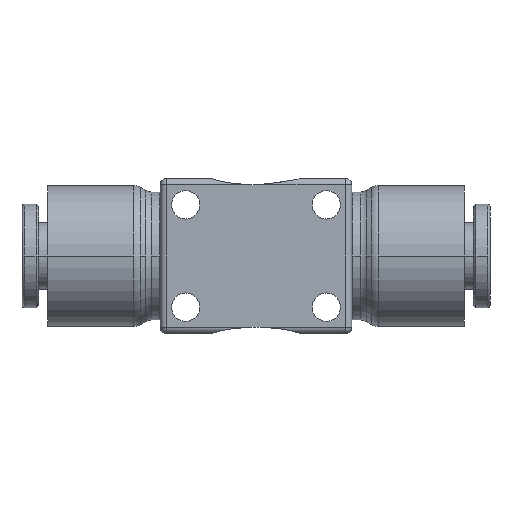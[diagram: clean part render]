
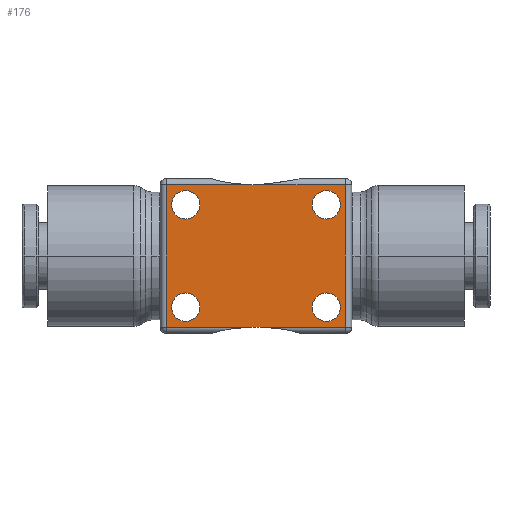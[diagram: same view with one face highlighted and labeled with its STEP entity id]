
A CAD part, front view. The second image highlights one B-rep face of the part: STEP entity #176.
In plain terms, the highlighted planar face has unit normal (0, -1, 0).
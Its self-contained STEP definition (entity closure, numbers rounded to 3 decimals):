
#176=ADVANCED_FACE('',(#486,#487,#488,#489,#490),#491,.F.);
#486=FACE_BOUND('',#840,.T.);
#487=FACE_BOUND('',#841,.T.);
#488=FACE_BOUND('',#842,.T.);
#489=FACE_BOUND('',#843,.T.);
#490=FACE_OUTER_BOUND('',#844,.T.);
#491=PLANE('',#845);
#840=EDGE_LOOP('',(#1989,#1990));
#841=EDGE_LOOP('',(#1991,#1992));
#842=EDGE_LOOP('',(#1993,#1994));
#843=EDGE_LOOP('',(#1995,#1996));
#844=EDGE_LOOP('',(#1997,#1998,#1999,#2000,#2001,#2002,#2003,#2004,#2005,#2006));
#845=AXIS2_PLACEMENT_3D('',#2007,#2008,#2009);
#1989=ORIENTED_EDGE('',*,*,#2436,.T.);
#1990=ORIENTED_EDGE('',*,*,#2566,.T.);
#1991=ORIENTED_EDGE('',*,*,#2456,.T.);
#1992=ORIENTED_EDGE('',*,*,#2497,.T.);
#1993=ORIENTED_EDGE('',*,*,#2444,.T.);
#1994=ORIENTED_EDGE('',*,*,#2550,.T.);
#1995=ORIENTED_EDGE('',*,*,#2452,.T.);
#1996=ORIENTED_EDGE('',*,*,#2537,.T.);
#1997=ORIENTED_EDGE('',*,*,#2640,.F.);
#1998=ORIENTED_EDGE('',*,*,#2624,.F.);
#1999=ORIENTED_EDGE('',*,*,#2672,.F.);
#2000=ORIENTED_EDGE('',*,*,#2674,.T.);
#2001=ORIENTED_EDGE('',*,*,#2675,.F.);
#2002=ORIENTED_EDGE('',*,*,#2654,.F.);
#2003=ORIENTED_EDGE('',*,*,#2628,.F.);
#2004=ORIENTED_EDGE('',*,*,#2676,.F.);
#2005=ORIENTED_EDGE('',*,*,#2677,.F.);
#2006=ORIENTED_EDGE('',*,*,#2673,.F.);
#2007=CARTESIAN_POINT('',(0.0,-6.85,0.0));
#2008=DIRECTION('',(0.0,1.0,-0.0));
#2009=DIRECTION('',(-0.0,0.0,1.0));
#2436=EDGE_CURVE('',#2988,#2992,#2994,.T.);
#2444=EDGE_CURVE('',#2996,#3008,#3010,.T.);
#2452=EDGE_CURVE('',#3012,#3024,#3026,.T.);
#2456=EDGE_CURVE('',#3028,#3032,#3034,.T.);
#2497=EDGE_CURVE('',#3032,#3028,#3101,.T.);
#2537=EDGE_CURVE('',#3024,#3012,#3166,.T.);
#2550=EDGE_CURVE('',#3008,#2996,#3186,.T.);
#2566=EDGE_CURVE('',#2992,#2988,#3211,.T.);
#2624=EDGE_CURVE('',#3282,#3284,#3285,.T.);
#2628=EDGE_CURVE('',#3289,#3291,#3292,.T.);
#2640=EDGE_CURVE('',#3284,#3312,#3313,.T.);
#2654=EDGE_CURVE('',#3291,#3338,#3339,.T.);
#2672=EDGE_CURVE('',#3363,#3282,#3365,.T.);
#2673=EDGE_CURVE('',#3312,#3346,#3366,.T.);
#2674=EDGE_CURVE('',#3363,#3355,#3367,.T.);
#2675=EDGE_CURVE('',#3338,#3355,#3368,.T.);
#2676=EDGE_CURVE('',#3369,#3289,#3370,.T.);
#2677=EDGE_CURVE('',#3346,#3369,#3371,.T.);
#2988=VERTEX_POINT('',#3798);
#2992=VERTEX_POINT('',#3803);
#2994=CIRCLE('',#3806,1.11);
#2996=VERTEX_POINT('',#3808);
#3008=VERTEX_POINT('',#3823);
#3010=CIRCLE('',#3826,1.11);
#3012=VERTEX_POINT('',#3828);
#3024=VERTEX_POINT('',#3843);
#3026=CIRCLE('',#3846,1.11);
#3028=VERTEX_POINT('',#3848);
#3032=VERTEX_POINT('',#3853);
#3034=CIRCLE('',#3856,1.11);
#3101=CIRCLE('',#3972,1.11);
#3166=CIRCLE('',#4084,1.11);
#3186=CIRCLE('',#4136,1.11);
#3211=CIRCLE('',#4196,1.11);
#3282=VERTEX_POINT('',#4293);
#3284=VERTEX_POINT('',#4313);
#3285=CIRCLE('',#4314,12.626);
#3289=VERTEX_POINT('',#4320);
#3291=VERTEX_POINT('',#4342);
#3292=CIRCLE('',#4343,12.58);
#3312=VERTEX_POINT('',#4455);
#3313=CIRCLE('',#4456,37.228);
#3338=VERTEX_POINT('',#4597);
#3339=CIRCLE('',#4598,12.626);
#3346=VERTEX_POINT('',#4625);
#3355=VERTEX_POINT('',#4634);
#3363=VERTEX_POINT('',#4645);
#3365=LINE('',#4647,#4648);
#3366=LINE('',#4649,#4650);
#3367=LINE('',#4651,#4652);
#3368=LINE('',#4653,#4654);
#3369=VERTEX_POINT('',#4655);
#3370=LINE('',#4656,#4657);
#3371=LINE('',#4658,#4659);
#3798=CARTESIAN_POINT('',(-4.39,-6.85,4.0));
#3803=CARTESIAN_POINT('',(-6.61,-6.85,4.0));
#3806=AXIS2_PLACEMENT_3D('',#5273,#5274,#5275);
#3808=CARTESIAN_POINT('',(6.61,-6.85,-4.0));
#3823=CARTESIAN_POINT('',(4.39,-6.85,-4.0));
#3826=AXIS2_PLACEMENT_3D('',#5289,#5290,#5291);
#3828=CARTESIAN_POINT('',(-4.39,-6.85,-4.0));
#3843=CARTESIAN_POINT('',(-6.61,-6.85,-4.0));
#3846=AXIS2_PLACEMENT_3D('',#5305,#5306,#5307);
#3848=CARTESIAN_POINT('',(6.61,-6.85,4.0));
#3853=CARTESIAN_POINT('',(4.39,-6.85,4.0));
#3856=AXIS2_PLACEMENT_3D('',#5313,#5314,#5315);
#3972=AXIS2_PLACEMENT_3D('',#5383,#5384,#5385);
#4084=AXIS2_PLACEMENT_3D('',#5451,#5452,#5453);
#4136=AXIS2_PLACEMENT_3D('',#5470,#5471,#5472);
#4196=AXIS2_PLACEMENT_3D('',#5494,#5495,#5496);
#4293=CARTESIAN_POINT('',(-0.335,-6.85,5.56));
#4313=CARTESIAN_POINT('',(0.,-6.85,5.556));
#4314=AXIS2_PLACEMENT_3D('',#5646,#5647,#5648);
#4320=CARTESIAN_POINT('',(0.341,-6.85,-5.56));
#4342=CARTESIAN_POINT('',(0.,-6.85,-5.556));
#4343=AXIS2_PLACEMENT_3D('',#5651,#5652,#5653);
#4455=CARTESIAN_POINT('',(0.047,-6.85,5.56));
#4456=AXIS2_PLACEMENT_3D('',#5659,#5660,#5661);
#4597=CARTESIAN_POINT('',(-0.335,-6.85,-5.56));
#4598=AXIS2_PLACEMENT_3D('',#5667,#5668,#5669);
#4625=CARTESIAN_POINT('',(7.0,-6.85,5.56));
#4634=CARTESIAN_POINT('',(-7.0,-6.85,-5.56));
#4645=CARTESIAN_POINT('',(-7.0,-6.85,5.56));
#4647=CARTESIAN_POINT('',(0.0,-6.85,5.56));
#4648=VECTOR('',#5710,1.0);
#4649=CARTESIAN_POINT('',(0.0,-6.85,5.56));
#4650=VECTOR('',#5711,1.0);
#4651=CARTESIAN_POINT('',(-7.0,-6.85,0.0));
#4652=VECTOR('',#5712,1.0);
#4653=CARTESIAN_POINT('',(0.0,-6.85,-5.56));
#4654=VECTOR('',#5713,1.0);
#4655=CARTESIAN_POINT('',(7.0,-6.85,-5.56));
#4656=CARTESIAN_POINT('',(0.0,-6.85,-5.56));
#4657=VECTOR('',#5714,1.0);
#4658=CARTESIAN_POINT('',(7.0,-6.85,0.0));
#4659=VECTOR('',#5715,1.0);
#5273=CARTESIAN_POINT('',(-5.5,-6.85,4.0));
#5274=DIRECTION('',(0.0,1.0,-0.0));
#5275=DIRECTION('',(1.0,0.0,0.0));
#5289=CARTESIAN_POINT('',(5.5,-6.85,-4.0));
#5290=DIRECTION('',(0.0,1.0,-0.0));
#5291=DIRECTION('',(1.0,0.0,0.0));
#5305=CARTESIAN_POINT('',(-5.5,-6.85,-4.0));
#5306=DIRECTION('',(0.0,1.0,-0.0));
#5307=DIRECTION('',(1.0,0.0,0.0));
#5313=CARTESIAN_POINT('',(5.5,-6.85,4.0));
#5314=DIRECTION('',(0.0,1.0,-0.0));
#5315=DIRECTION('',(1.0,0.0,0.0));
#5383=CARTESIAN_POINT('',(5.5,-6.85,4.0));
#5384=DIRECTION('',(0.0,1.0,-0.0));
#5385=DIRECTION('',(1.0,0.0,0.0));
#5451=CARTESIAN_POINT('',(-5.5,-6.85,-4.0));
#5452=DIRECTION('',(0.0,1.0,-0.0));
#5453=DIRECTION('',(1.0,0.0,0.0));
#5470=CARTESIAN_POINT('',(5.5,-6.85,-4.0));
#5471=DIRECTION('',(0.0,1.0,-0.0));
#5472=DIRECTION('',(1.0,0.0,0.0));
#5494=CARTESIAN_POINT('',(-5.5,-6.85,4.0));
#5495=DIRECTION('',(0.0,1.0,-0.0));
#5496=DIRECTION('',(1.0,0.0,0.0));
#5646=CARTESIAN_POINT('',(0.,-6.85,18.182));
#5647=DIRECTION('',(0.0,-1.0,0.0));
#5648=DIRECTION('',(1.0,0.0,0.0));
#5651=CARTESIAN_POINT('',(0.007,-6.85,-18.135));
#5652=DIRECTION('',(0.0,-1.0,0.0));
#5653=DIRECTION('',(1.0,0.0,0.0));
#5659=CARTESIAN_POINT('',(-3.491,-6.85,42.619));
#5660=DIRECTION('',(0.0,-1.0,0.0));
#5661=DIRECTION('',(1.0,0.0,0.0));
#5667=CARTESIAN_POINT('',(0.,-6.85,-18.182));
#5668=DIRECTION('',(0.0,-1.0,0.0));
#5669=DIRECTION('',(1.0,0.0,0.0));
#5710=DIRECTION('',(1.0,0.0,0.0));
#5711=DIRECTION('',(1.0,0.0,0.0));
#5712=DIRECTION('',(0.0,0.0,-1.0));
#5713=DIRECTION('',(-1.0,0.0,0.0));
#5714=DIRECTION('',(-1.0,0.0,0.0));
#5715=DIRECTION('',(0.0,0.0,-1.0));
